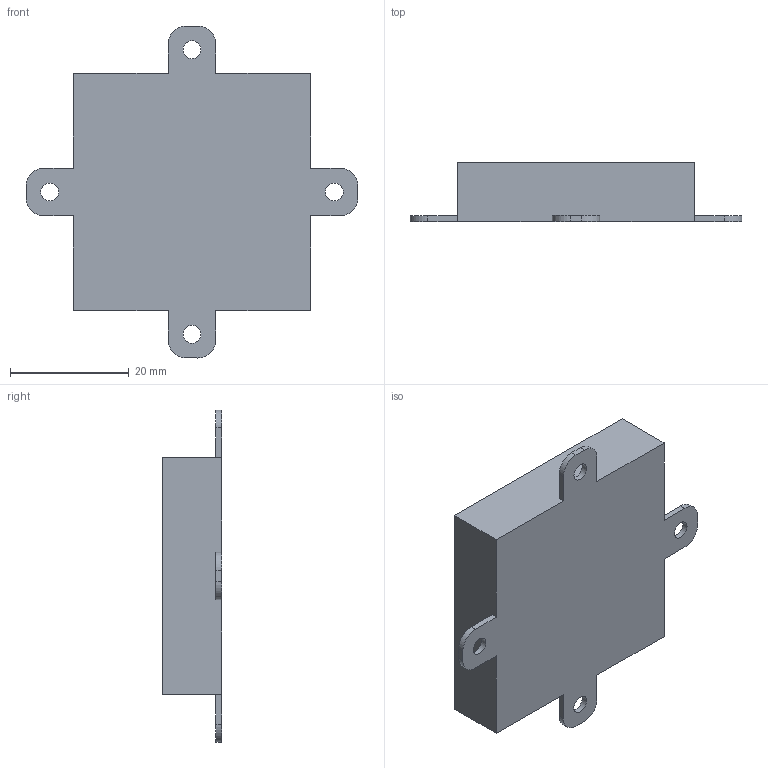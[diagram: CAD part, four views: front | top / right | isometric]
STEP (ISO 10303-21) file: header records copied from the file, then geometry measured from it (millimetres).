
FILE_DESCRIPTION(/* description */ (''),/* implementation_level */ '2;1');
FILE_NAME(/* name */ 'a1001-ver3 v9.step',/* time_stamp */ '2020-05-20T09:19:01+09:00',/* author */ (''),/* organization */ (''),/* preprocessor_version */ 'ST-DEVELOPER v18.1',/* originating_system */ 'Autodesk Translation Framework v9.3.0.1241',/* authorisation */ '');
FILE_SCHEMA (('AUTOMOTIVE_DESIGN { 1 0 10303 214 3 1 1 }'));
Length unit declared in the file: millimetre
Products named in the file (2): a1001-ver3; well
Assembly tree (1 placements, depth 2):
  a1001-ver3
    well
Bounding box: 56 x 10 x 56 mm (x, y, z)
Volume: 14546.5 mm3; surface area: 6724.1 mm2
Topology: 1 solids, 1 shells, 66 faces, 144 edges, 96 vertices
Faces by surface type: plane 22, cone 16, sphere 16, cylinder 12
Full cylindrical faces by diameter (mm): 3 x4
Entity records: 1900 total; most frequent: DIRECTION 338, CARTESIAN_POINT 309, ORIENTED_EDGE 288, EDGE_CURVE 144, AXIS2_PLACEMENT_3D 125, VERTEX_POINT 96, EDGE_LOOP 90, LINE 88
